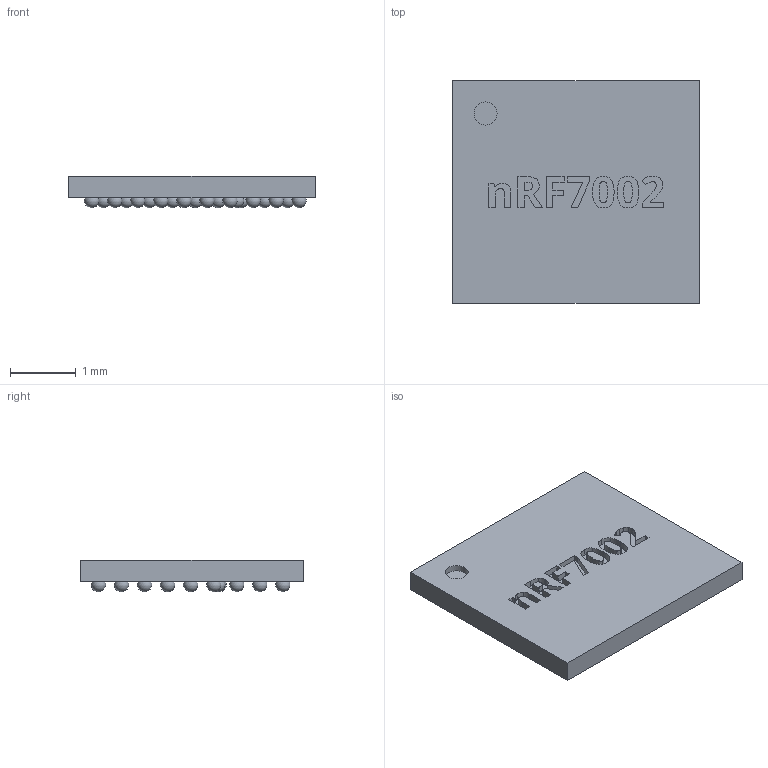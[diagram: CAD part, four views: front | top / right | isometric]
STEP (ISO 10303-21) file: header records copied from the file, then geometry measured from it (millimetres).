
FILE_DESCRIPTION(/* description */ ('STEP AP242','CAx-IF Rec.Pracs.---Representation and Presentation of Product Manufacturing Information (PMI)---4.0---2014-10-13','CAx-IF Rec.Pracs.---3D Tessellated Geometry---0.4---2014-09-14','2;1'),/* implementation_level */ '2;1');
FILE_NAME(/* name */ '67ead8079f171f1386d4d7c7',/* time_stamp */ '2025-03-31T17:59:35Z',/* author */ (''),/* organization */ (''),/* preprocessor_version */ 'ST-DEVELOPER v20',/* originating_system */ 'ONSHAPE BY PTC INC, 1.195',/* authorisation */ ' ');
FILE_SCHEMA (('AP242_MANAGED_MODEL_BASED_3D_ENGINEERING_MIM_LF { 1 0 10303 442 1 1 4 }'));
Length unit declared in the file: metre
Products named in the file (1): Part 1
Bounding box: 3.75 x 3.38 x 0.48 mm (x, y, z)
Volume: 4.4 mm3; surface area: 37.6 mm2
Topology: 1 solids, 1 shells, 208 faces, 585 edges, 390 vertices
Faces by surface type: sphere 81, plane 62, cylinder 56, bspline 9
Full cylindrical faces by diameter (mm): 0.35 x1
Entity records: 7141 total; most frequent: CARTESIAN_POINT 1039, DIRECTION 997, ORIENTED_EDGE 844, EDGE_CURVE 422, AXIS2_PLACEMENT_3D 393, VERTEX_POINT 309, EDGE_LOOP 301, FACE_BOUND 301
